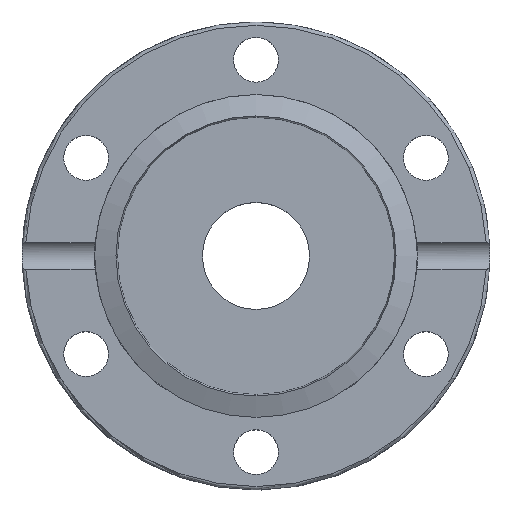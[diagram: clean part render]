
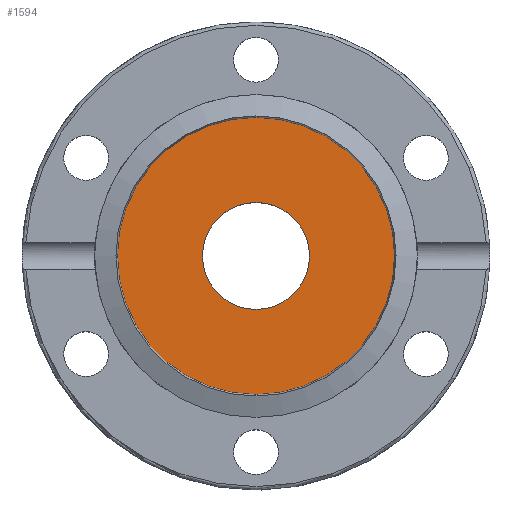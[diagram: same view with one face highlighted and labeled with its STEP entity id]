
A CAD part, top view. The second image highlights one B-rep face of the part: STEP entity #1594.
In plain terms, the highlighted planar face has unit normal (0, 0, 1).
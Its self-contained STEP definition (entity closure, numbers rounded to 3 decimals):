
#1520=CARTESIAN_POINT('',(8.0,0.,5.3));
#1521=VERTEX_POINT('',#1520);
#1522=CARTESIAN_POINT('',(0.0,0.0,5.3));
#1523=DIRECTION('',(0.0,0.0,-1.0));
#1524=DIRECTION('',(-1.0,0.0,0.0));
#1525=AXIS2_PLACEMENT_3D('',#1522,#1523,#1524);
#1526=CIRCLE('',#1525,8.0);
#1527=EDGE_CURVE('',#1521,#1521,#1526,.T.);
#1568=CARTESIAN_POINT('',(20.732,0.0,5.3));
#1569=VERTEX_POINT('',#1568);
#1570=CARTESIAN_POINT('',(0.0,0.0,5.3));
#1571=DIRECTION('',(0.0,0.0,-1.0));
#1572=DIRECTION('',(1.0,0.0,0.0));
#1573=AXIS2_PLACEMENT_3D('',#1570,#1571,#1572);
#1574=CIRCLE('',#1573,20.732);
#1575=EDGE_CURVE('',#1569,#1569,#1574,.T.);
#1583=CARTESIAN_POINT('',(10.366,0.0,5.3));
#1584=DIRECTION('',(0.0,0.0,-1.0));
#1585=DIRECTION('',(-1.0,0.0,0.0));
#1586=AXIS2_PLACEMENT_3D('',#1583,#1584,#1585);
#1587=PLANE('',#1586);
#1588=ORIENTED_EDGE('',*,*,#1575,.F.);
#1589=EDGE_LOOP('',(#1588));
#1590=FACE_OUTER_BOUND('',#1589,.T.);
#1591=ORIENTED_EDGE('',*,*,#1527,.T.);
#1592=EDGE_LOOP('',(#1591));
#1593=FACE_BOUND('',#1592,.T.);
#1594=ADVANCED_FACE('',(#1590,#1593),#1587,.F.);
